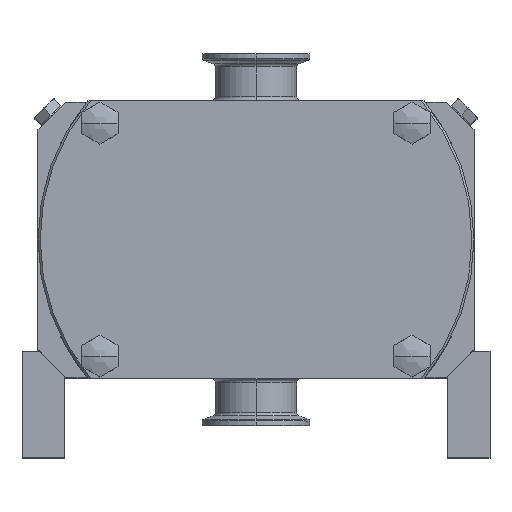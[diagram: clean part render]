
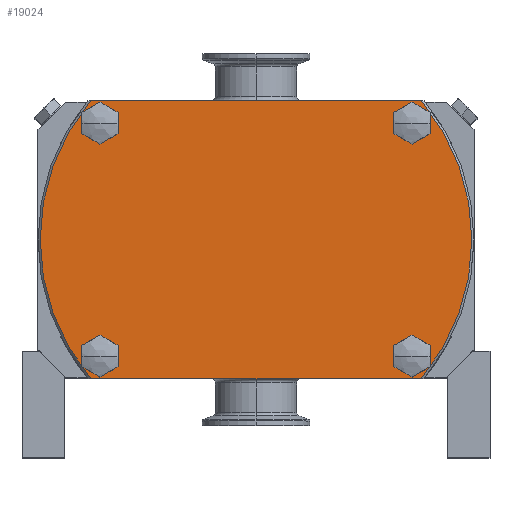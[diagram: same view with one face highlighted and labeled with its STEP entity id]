
A CAD part, top view. The second image highlights one B-rep face of the part: STEP entity #19024.
In plain terms, the highlighted planar face has unit normal (0, 0, 1).
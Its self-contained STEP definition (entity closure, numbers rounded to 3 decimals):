
#1745=CARTESIAN_POINT('',(-77.305,-65.,
77.235));
#1757=CARTESIAN_POINT('',(77.305,-65.,77.235));
#1818=CARTESIAN_POINT('',(77.305,65.,77.235));
#1830=CARTESIAN_POINT('',(-77.305,65.,77.235));
#1885=CARTESIAN_POINT('',(0.,0.,77.235));
#1886=DIRECTION('',(0.,0.,1.));
#1887=DIRECTION('',(-0.765,0.644,0.));
#1888=AXIS2_PLACEMENT_3D('',#1885,#1886,#1887);
#1890=DIRECTION('',(-1.,0.,0.));
#1891=VECTOR('',#1890,154.609);
#1892=CARTESIAN_POINT('',(77.305,65.,77.235));
#1893=LINE('',#1892,#1891);
#1894=CARTESIAN_POINT('',(0.,0.,77.235));
#1895=DIRECTION('',(0.,0.,1.));
#1896=DIRECTION('',(0.765,-0.644,0.));
#1897=AXIS2_PLACEMENT_3D('',#1894,#1895,#1896);
#1899=DIRECTION('',(1.,0.,0.));
#1900=VECTOR('',#1899,154.609);
#1901=CARTESIAN_POINT('',(-77.305,-65.,
77.235));
#1902=LINE('',#1901,#1900);
#1903=CARTESIAN_POINT('',(-73.,-54.5,77.235));
#1904=DIRECTION('',(0.,0.,-1.));
#1905=DIRECTION('',(-1.,0.,0.));
#1906=AXIS2_PLACEMENT_3D('',#1903,#1904,#1905);
#1908=CARTESIAN_POINT('',(-73.,-54.5,77.235));
#1909=DIRECTION('',(0.,0.,-1.));
#1910=DIRECTION('',(1.,0.,0.));
#1911=AXIS2_PLACEMENT_3D('',#1908,#1909,#1910);
#1913=CARTESIAN_POINT('',(73.,-54.5,77.235));
#1914=DIRECTION('',(0.,0.,-1.));
#1915=DIRECTION('',(-1.,0.,0.));
#1916=AXIS2_PLACEMENT_3D('',#1913,#1914,#1915);
#1918=CARTESIAN_POINT('',(73.,-54.5,77.235));
#1919=DIRECTION('',(0.,0.,-1.));
#1920=DIRECTION('',(1.,0.,0.));
#1921=AXIS2_PLACEMENT_3D('',#1918,#1919,#1920);
#1923=CARTESIAN_POINT('',(-73.,54.5,77.235));
#1924=DIRECTION('',(0.,0.,-1.));
#1925=DIRECTION('',(-1.,0.,0.));
#1926=AXIS2_PLACEMENT_3D('',#1923,#1924,#1925);
#1928=CARTESIAN_POINT('',(-73.,54.5,77.235));
#1929=DIRECTION('',(0.,0.,-1.));
#1930=DIRECTION('',(1.,0.,0.));
#1931=AXIS2_PLACEMENT_3D('',#1928,#1929,#1930);
#1933=CARTESIAN_POINT('',(73.,54.5,77.235));
#1934=DIRECTION('',(0.,0.,-1.));
#1935=DIRECTION('',(-1.,0.,0.));
#1936=AXIS2_PLACEMENT_3D('',#1933,#1934,#1935);
#1938=CARTESIAN_POINT('',(73.,54.5,77.235));
#1939=DIRECTION('',(0.,0.,-1.));
#1940=DIRECTION('',(1.,0.,0.));
#1941=AXIS2_PLACEMENT_3D('',#1938,#1939,#1940);
#16787=VERTEX_POINT('',#1745);
#16791=VERTEX_POINT('',#1830);
#16792=VERTEX_POINT('',#1818);
#16796=VERTEX_POINT('',#1757);
#16839=CARTESIAN_POINT('',(-80.5,-54.5,77.235));
#16840=CARTESIAN_POINT('',(-65.5,-54.5,77.235));
#16841=VERTEX_POINT('',#16839);
#16842=VERTEX_POINT('',#16840);
#16869=CARTESIAN_POINT('',(65.5,-54.5,77.235));
#16870=CARTESIAN_POINT('',(80.5,-54.5,77.235));
#16871=VERTEX_POINT('',#16869);
#16872=VERTEX_POINT('',#16870);
#16899=CARTESIAN_POINT('',(-80.5,54.5,77.235));
#16900=CARTESIAN_POINT('',(-65.5,54.5,77.235));
#16901=VERTEX_POINT('',#16899);
#16902=VERTEX_POINT('',#16900);
#16929=CARTESIAN_POINT('',(65.5,54.5,77.235));
#16930=CARTESIAN_POINT('',(80.5,54.5,77.235));
#16931=VERTEX_POINT('',#16929);
#16932=VERTEX_POINT('',#16930);
#18988=CARTESIAN_POINT('',(0.,0.,77.235));
#18989=DIRECTION('',(0.,0.,1.));
#18990=DIRECTION('',(0.,1.,0.));
#18991=AXIS2_PLACEMENT_3D('',#18988,#18989,#18990);
#18992=PLANE('',#18991);
#18994=ORIENTED_EDGE('',*,*,#18993,.F.);
#18995=ORIENTED_EDGE('',*,*,#18911,.F.);
#18996=ORIENTED_EDGE('',*,*,#18983,.F.);
#18997=ORIENTED_EDGE('',*,*,#18843,.F.);
#18998=EDGE_LOOP('',(#18994,#18995,#18996,#18997));
#18999=FACE_OUTER_BOUND('',#18998,.F.);
#19001=ORIENTED_EDGE('',*,*,#19000,.F.);
#19003=ORIENTED_EDGE('',*,*,#19002,.F.);
#19004=EDGE_LOOP('',(#19001,#19003));
#19005=FACE_BOUND('',#19004,.F.);
#19007=ORIENTED_EDGE('',*,*,#19006,.F.);
#19009=ORIENTED_EDGE('',*,*,#19008,.F.);
#19010=EDGE_LOOP('',(#19007,#19009));
#19011=FACE_BOUND('',#19010,.F.);
#19013=ORIENTED_EDGE('',*,*,#19012,.F.);
#19015=ORIENTED_EDGE('',*,*,#19014,.F.);
#19016=EDGE_LOOP('',(#19013,#19015));
#19017=FACE_BOUND('',#19016,.F.);
#19019=ORIENTED_EDGE('',*,*,#19018,.F.);
#19021=ORIENTED_EDGE('',*,*,#19020,.F.);
#19022=EDGE_LOOP('',(#19019,#19021));
#19023=FACE_BOUND('',#19022,.F.);
#19024=ADVANCED_FACE('',(#18999,#19005,#19011,#19017,#19023),#18992,.T.);
#1889=CIRCLE('',#1888,101.);
#1898=CIRCLE('',#1897,101.);
#1907=CIRCLE('',#1906,7.5);
#1912=CIRCLE('',#1911,7.5);
#1917=CIRCLE('',#1916,7.5);
#1922=CIRCLE('',#1921,7.5);
#1927=CIRCLE('',#1926,7.5);
#1932=CIRCLE('',#1931,7.5);
#1937=CIRCLE('',#1936,7.5);
#1942=CIRCLE('',#1941,7.5);
#18843=EDGE_CURVE('',#16787,#16796,#1902,.T.);
#18911=EDGE_CURVE('',#16792,#16791,#1893,.T.);
#18983=EDGE_CURVE('',#16796,#16792,#1898,.T.);
#18993=EDGE_CURVE('',#16791,#16787,#1889,.T.);
#19000=EDGE_CURVE('',#16841,#16842,#1907,.T.);
#19002=EDGE_CURVE('',#16842,#16841,#1912,.T.);
#19006=EDGE_CURVE('',#16871,#16872,#1917,.T.);
#19008=EDGE_CURVE('',#16872,#16871,#1922,.T.);
#19012=EDGE_CURVE('',#16901,#16902,#1927,.T.);
#19014=EDGE_CURVE('',#16902,#16901,#1932,.T.);
#19018=EDGE_CURVE('',#16931,#16932,#1937,.T.);
#19020=EDGE_CURVE('',#16932,#16931,#1942,.T.);
